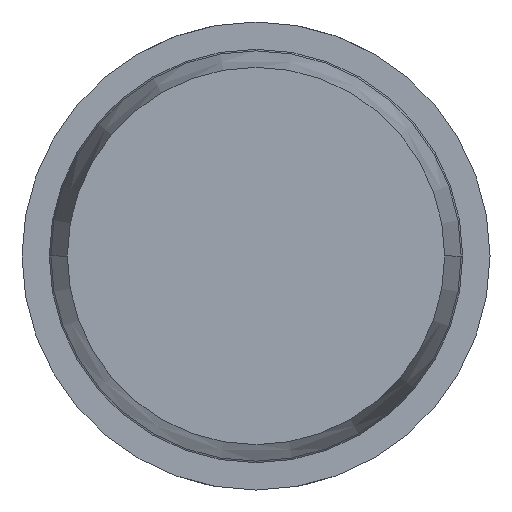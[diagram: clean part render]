
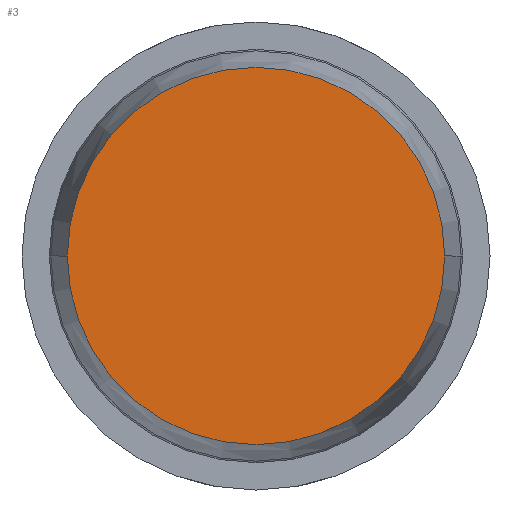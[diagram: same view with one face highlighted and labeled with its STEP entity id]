
A CAD part, front view. The second image highlights one B-rep face of the part: STEP entity #3.
In plain terms, the highlighted planar face has unit normal (0, -1, 0).
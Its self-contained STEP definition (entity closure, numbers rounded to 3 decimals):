
#3 = ADVANCED_FACE ( 'Defeature ausgef�hrt1_0', ( #1609 ), #2689, .T. ) ;
#282 = CARTESIAN_POINT ( 'NONE',  ( 0., -19., 0. ) ) ;
#301 = CARTESIAN_POINT ( 'NONE',  ( -1.209, -19., 0. ) ) ;
#591 = CARTESIAN_POINT ( 'NONE',  ( 0., -19., 0. ) ) ;
#910 = DIRECTION ( 'NONE',  ( 0., -1., 0. ) ) ;
#1013 = CIRCLE ( 'NONE', #2797, 1.209 ) ;
#1140 = EDGE_CURVE ( 'Defeature ausgef�hrt1_0+Defeature ausgef�hrt1_10+Defeature ausgef�hrt1_10+Defeature ausgef�hrt1_10', #1922, #3505, #1339, .T. ) ;
#1339 = CIRCLE ( 'NONE', #2160, 1.209 ) ;
#1567 = DIRECTION ( 'NONE',  ( 1., 0., 0. ) ) ;
#1609 = FACE_OUTER_BOUND ( 'NONE', #2378, .T. ) ;
#1612 = DIRECTION ( 'NONE',  ( 0., -1., 0. ) ) ;
#1922 = VERTEX_POINT ( 'NONE', #3485 ) ;
#1972 = DIRECTION ( 'NONE',  ( 1., 0., 0. ) ) ;
#2160 = AXIS2_PLACEMENT_3D ( 'NONE', #2337, #1612, #1567 ) ;
#2337 = CARTESIAN_POINT ( 'NONE',  ( 0., -19., 0. ) ) ;
#2378 = EDGE_LOOP ( 'NONE', ( #3374, #2908 ) ) ;
#2689 = PLANE ( 'NONE',  #4434 ) ;
#2797 = AXIS2_PLACEMENT_3D ( 'NONE', #591, #3994, #3339 ) ;
#2908 = ORIENTED_EDGE ( 'NONE', *, *, #1140, .T. ) ;
#3339 = DIRECTION ( 'NONE',  ( 1., 0., 0. ) ) ;
#3374 = ORIENTED_EDGE ( 'NONE', *, *, #4353, .T. ) ;
#3485 = CARTESIAN_POINT ( 'NONE',  ( 1.209, -19., 0. ) ) ;
#3505 = VERTEX_POINT ( 'NONE', #301 ) ;
#3994 = DIRECTION ( 'NONE',  ( 0., -1., 0. ) ) ;
#4353 = EDGE_CURVE ( 'Defeature ausgef�hrt1_0+Defeature ausgef�hrt1_10+Defeature ausgef�hrt1_10+Defeature ausgef�hrt1_10', #3505, #1922, #1013, .T. ) ;
#4434 = AXIS2_PLACEMENT_3D ( 'NONE', #282, #910, #1972 ) ;
